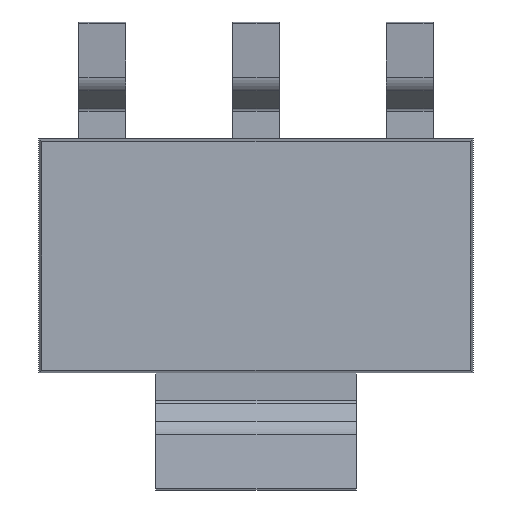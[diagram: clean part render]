
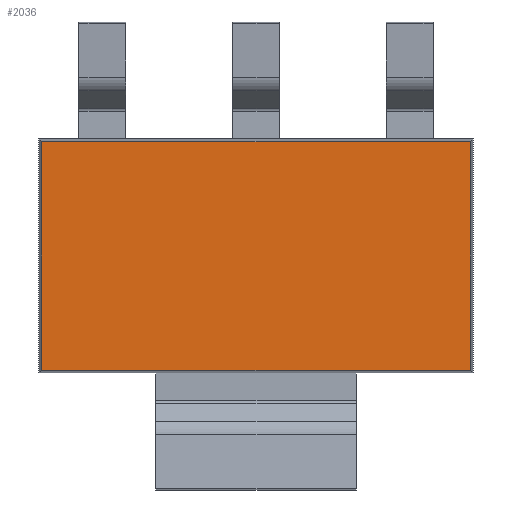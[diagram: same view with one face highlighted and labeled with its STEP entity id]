
A CAD part, front view. The second image highlights one B-rep face of the part: STEP entity #2036.
In plain terms, the highlighted planar face has unit normal (0, -1, 0).
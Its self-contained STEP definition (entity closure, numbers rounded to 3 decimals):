
#22 = LINE ( 'NONE', #816, #1225 ) ;
#52 = CARTESIAN_POINT ( 'NONE',  ( -3.25, 0.15, 1.706 ) ) ;
#192 = EDGE_CURVE ( 'NONE', #916, #678, #22, .T. ) ;
#267 = LINE ( 'NONE', #52, #518 ) ;
#285 = DIRECTION ( 'NONE',  ( 0., 0., 1. ) ) ;
#301 = ORIENTED_EDGE ( 'NONE', *, *, #1384, .T. ) ;
#518 = VECTOR ( 'NONE', #2030, 1000. ) ;
#534 = DIRECTION ( 'NONE',  ( 0., 0., -1. ) ) ;
#535 = CARTESIAN_POINT ( 'NONE',  ( 3.25, 0.15, -1.706 ) ) ;
#620 = LINE ( 'NONE', #1286, #1231 ) ;
#668 = LINE ( 'NONE', #535, #688 ) ;
#675 = CARTESIAN_POINT ( 'NONE',  ( -3.206, 0.15, 1.706 ) ) ;
#678 = VERTEX_POINT ( 'NONE', #901 ) ;
#688 = VECTOR ( 'NONE', #1690, 1000. ) ;
#748 = AXIS2_PLACEMENT_3D ( 'NONE', #1201, #1341, #534 ) ;
#809 = EDGE_CURVE ( 'NONE', #1465, #841, #620, .T. ) ;
#816 = CARTESIAN_POINT ( 'NONE',  ( -3.206, 0.15, -1.75 ) ) ;
#841 = VERTEX_POINT ( 'NONE', #1926 ) ;
#901 = CARTESIAN_POINT ( 'NONE',  ( -3.206, 0.15, -1.706 ) ) ;
#916 = VERTEX_POINT ( 'NONE', #675 ) ;
#974 = DIRECTION ( 'NONE',  ( 0., 0., -1. ) ) ;
#1111 = CARTESIAN_POINT ( 'NONE',  ( 3.206, 0.15, -1.706 ) ) ;
#1201 = CARTESIAN_POINT ( 'NONE',  ( 0., 0.15, 0. ) ) ;
#1225 = VECTOR ( 'NONE', #974, 1000. ) ;
#1231 = VECTOR ( 'NONE', #285, 1000. ) ;
#1286 = CARTESIAN_POINT ( 'NONE',  ( 3.206, 0.15, 1.75 ) ) ;
#1341 = DIRECTION ( 'NONE',  ( 0., -1., 0. ) ) ;
#1384 = EDGE_CURVE ( 'NONE', #678, #1465, #668, .T. ) ;
#1458 = ORIENTED_EDGE ( 'NONE', *, *, #2031, .T. ) ;
#1465 = VERTEX_POINT ( 'NONE', #1111 ) ;
#1470 = EDGE_LOOP ( 'NONE', ( #1758, #301, #1696, #1458 ) ) ;
#1511 = PLANE ( 'NONE',  #748 ) ;
#1680 = FACE_OUTER_BOUND ( 'NONE', #1470, .T. ) ;
#1690 = DIRECTION ( 'NONE',  ( 1., 0., 0. ) ) ;
#1696 = ORIENTED_EDGE ( 'NONE', *, *, #809, .T. ) ;
#1758 = ORIENTED_EDGE ( 'NONE', *, *, #192, .T. ) ;
#1926 = CARTESIAN_POINT ( 'NONE',  ( 3.206, 0.15, 1.706 ) ) ;
#2030 = DIRECTION ( 'NONE',  ( -1., 0., 0. ) ) ;
#2031 = EDGE_CURVE ( 'NONE', #841, #916, #267, .T. ) ;
#2036 = ADVANCED_FACE ( 'NONE', ( #1680 ), #1511, .T. ) ;
